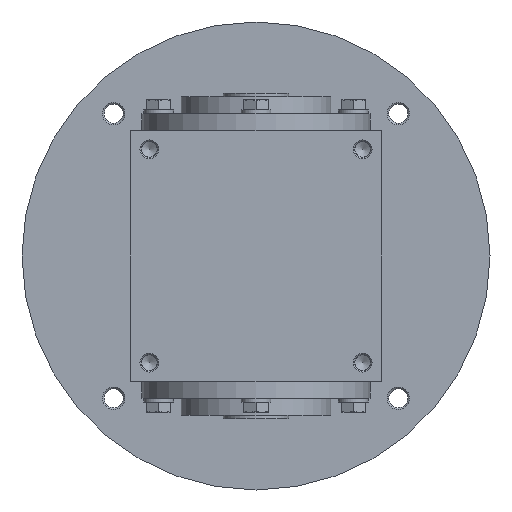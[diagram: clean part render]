
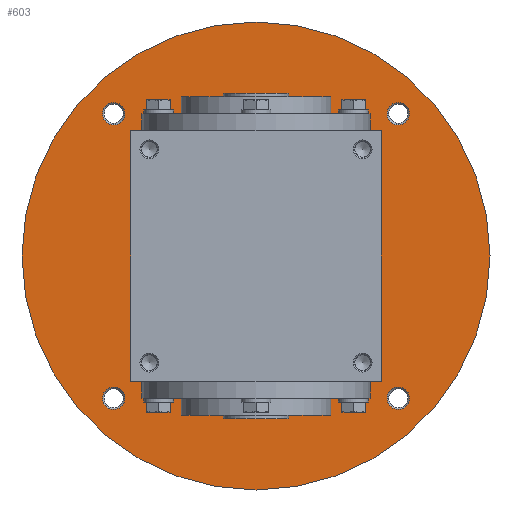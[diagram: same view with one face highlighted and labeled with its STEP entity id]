
A CAD part, left-side view. The second image highlights one B-rep face of the part: STEP entity #603.
In plain terms, the highlighted planar face has unit normal (-1, 0, 0).
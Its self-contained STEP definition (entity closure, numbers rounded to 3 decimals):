
#603 = ADVANCED_FACE( '', ( #1282, #1283, #1284, #1285, #1286, #1287 ), #1288, .F. );
#1282 = FACE_OUTER_BOUND( '', #2134, .T. );
#1283 = FACE_BOUND( '', #2135, .T. );
#1284 = FACE_BOUND( '', #2136, .T. );
#1285 = FACE_BOUND( '', #2137, .T. );
#1286 = FACE_BOUND( '', #2138, .T. );
#1287 = FACE_BOUND( '', #2139, .T. );
#1288 = PLANE( '', #2140 );
#2134 = EDGE_LOOP( '', ( #3361 ) );
#2135 = EDGE_LOOP( '', ( #3362 ) );
#2136 = EDGE_LOOP( '', ( #3363 ) );
#2137 = EDGE_LOOP( '', ( #3364 ) );
#2138 = EDGE_LOOP( '', ( #3365 ) );
#2139 = EDGE_LOOP( '', ( #3366 ) );
#2140 = AXIS2_PLACEMENT_3D( '', #3367, #3368, #3369 );
#3361 = ORIENTED_EDGE( '', *, *, #4507, .F. );
#3362 = ORIENTED_EDGE( '', *, *, #4568, .T. );
#3363 = ORIENTED_EDGE( '', *, *, #4793, .T. );
#3364 = ORIENTED_EDGE( '', *, *, #4703, .T. );
#3365 = ORIENTED_EDGE( '', *, *, #4794, .T. );
#3366 = ORIENTED_EDGE( '', *, *, #4795, .T. );
#3367 = CARTESIAN_POINT( '', ( 55., 50., 0. ) );
#3368 = DIRECTION( '', ( 1., 0., 0. ) );
#3369 = DIRECTION( '', ( 0., 0., -1. ) );
#4507 = EDGE_CURVE( '', #5255, #5255, #5256, .T. );
#4568 = EDGE_CURVE( '', #5354, #5354, #5355, .T. );
#4703 = EDGE_CURVE( '', #5566, #5566, #5567, .T. );
#4793 = EDGE_CURVE( '', #5689, #5689, #5690, .T. );
#4794 = EDGE_CURVE( '', #5691, #5691, #5692, .T. );
#4795 = EDGE_CURVE( '', #5693, #5693, #5694, .T. );
#5255 = VERTEX_POINT( '', #6285 );
#5256 = CIRCLE( '', #6286, 125. );
#5354 = VERTEX_POINT( '', #6405 );
#5355 = CIRCLE( '', #6406, 6. );
#5566 = VERTEX_POINT( '', #6664 );
#5567 = CIRCLE( '', #6665, 6. );
#5689 = VERTEX_POINT( '', #6840 );
#5690 = CIRCLE( '', #6841, 6. );
#5691 = VERTEX_POINT( '', #6842 );
#5692 = CIRCLE( '', #6843, 6. );
#5693 = VERTEX_POINT( '', #6844 );
#5694 = CIRCLE( '', #6845, 50. );
#6285 = CARTESIAN_POINT( '', ( 55., 0., -125. ) );
#6286 = AXIS2_PLACEMENT_3D( '', #7495, #7496, #7497 );
#6405 = CARTESIAN_POINT( '', ( 55., -76.014, 70.014 ) );
#6406 = AXIS2_PLACEMENT_3D( '', #7585, #7586, #7587 );
#6664 = CARTESIAN_POINT( '', ( 55., -76.014, -82.014 ) );
#6665 = AXIS2_PLACEMENT_3D( '', #7813, #7814, #7815 );
#6840 = CARTESIAN_POINT( '', ( 55., 76.014, -82.014 ) );
#6841 = AXIS2_PLACEMENT_3D( '', #7926, #7927, #7928 );
#6842 = CARTESIAN_POINT( '', ( 55., 76.014, 70.014 ) );
#6843 = AXIS2_PLACEMENT_3D( '', #7929, #7930, #7931 );
#6844 = CARTESIAN_POINT( '', ( 55., 0., -50. ) );
#6845 = AXIS2_PLACEMENT_3D( '', #7932, #7933, #7934 );
#7495 = CARTESIAN_POINT( '', ( 55., 0., 0. ) );
#7496 = DIRECTION( '', ( 1., 0., 0. ) );
#7497 = DIRECTION( '', ( 0., 0., -1. ) );
#7585 = CARTESIAN_POINT( '', ( 55., -76.014, 76.014 ) );
#7586 = DIRECTION( '', ( 1., 0., 0. ) );
#7587 = DIRECTION( '', ( 0., 0., -1. ) );
#7813 = CARTESIAN_POINT( '', ( 55., -76.014, -76.014 ) );
#7814 = DIRECTION( '', ( 1., 0., 0. ) );
#7815 = DIRECTION( '', ( 0., 0., -1. ) );
#7926 = CARTESIAN_POINT( '', ( 55., 76.014, -76.014 ) );
#7927 = DIRECTION( '', ( 1., 0., 0. ) );
#7928 = DIRECTION( '', ( 0., 0., -1. ) );
#7929 = CARTESIAN_POINT( '', ( 55., 76.014, 76.014 ) );
#7930 = DIRECTION( '', ( 1., 0., 0. ) );
#7931 = DIRECTION( '', ( 0., 0., -1. ) );
#7932 = CARTESIAN_POINT( '', ( 55., 0., 0. ) );
#7933 = DIRECTION( '', ( 1., 0., 0. ) );
#7934 = DIRECTION( '', ( 0., 0., -1. ) );
